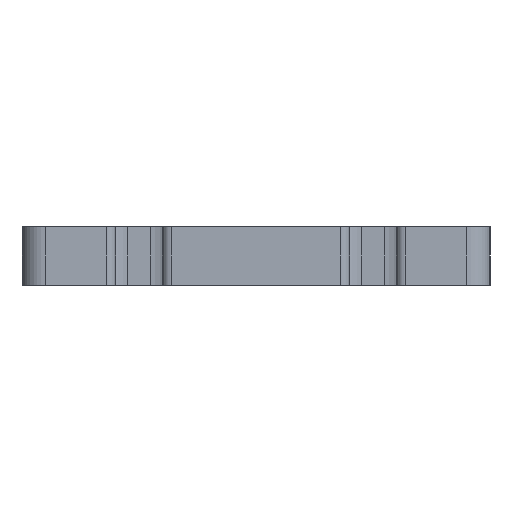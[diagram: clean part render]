
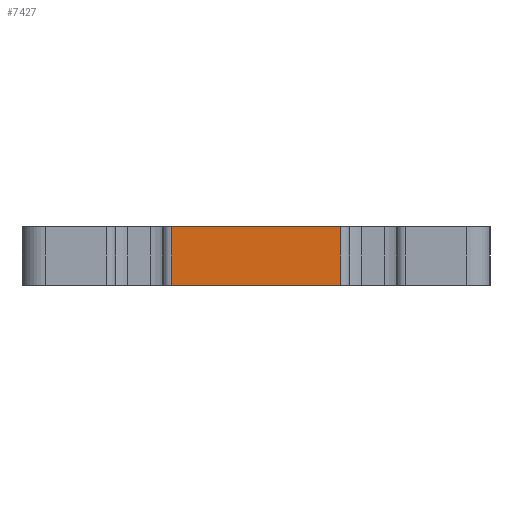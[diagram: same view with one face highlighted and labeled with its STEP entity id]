
A CAD part, left-side view. The second image highlights one B-rep face of the part: STEP entity #7427.
In plain terms, the highlighted planar face has unit normal (-1, 0, 0).
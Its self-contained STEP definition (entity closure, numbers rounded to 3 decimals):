
#875=FACE_OUTER_BOUND('',#1251,.T.);
#1251=EDGE_LOOP('',(#5773,#5774,#5775,#5776));
#1901=LINE('',#12130,#2639);
#1902=LINE('',#12133,#2640);
#1903=LINE('',#12135,#2641);
#1904=LINE('',#12136,#2642);
#2639=VECTOR('',#9879,10.);
#2640=VECTOR('',#9882,10.);
#2641=VECTOR('',#9883,10.);
#2642=VECTOR('',#9884,10.);
#3387=VERTEX_POINT('',#12126);
#3388=VERTEX_POINT('',#12128);
#3389=VERTEX_POINT('',#12132);
#3390=VERTEX_POINT('',#12134);
#4393=EDGE_CURVE('',#3387,#3388,#1901,.T.);
#4394=EDGE_CURVE('',#3387,#3389,#1902,.T.);
#4395=EDGE_CURVE('',#3390,#3388,#1903,.T.);
#4396=EDGE_CURVE('',#3389,#3390,#1904,.T.);
#5773=ORIENTED_EDGE('',*,*,#4394,.F.);
#5774=ORIENTED_EDGE('',*,*,#4393,.T.);
#5775=ORIENTED_EDGE('',*,*,#4395,.F.);
#5776=ORIENTED_EDGE('',*,*,#4396,.F.);
#7109=PLANE('',#8085);
#7427=ADVANCED_FACE('',(#875),#7109,.T.);
#8085=AXIS2_PLACEMENT_3D('',#12131,#9880,#9881);
#9879=DIRECTION('',(0.,0.,1.));
#9880=DIRECTION('center_axis',(-1.,0.,0.));
#9881=DIRECTION('ref_axis',(0.,-1.,0.));
#9882=DIRECTION('',(0.,1.,0.));
#9883=DIRECTION('',(0.,-1.,0.));
#9884=DIRECTION('',(0.,0.,1.));
#12126=CARTESIAN_POINT('',(3228.924,1493.575,0.));
#12128=CARTESIAN_POINT('',(3228.924,1493.575,10.));
#12130=CARTESIAN_POINT('',(3228.924,1493.575,0.));
#12131=CARTESIAN_POINT('Origin',(3228.924,1522.575,0.));
#12132=CARTESIAN_POINT('',(3228.924,1522.575,0.));
#12133=CARTESIAN_POINT('',(3228.924,1493.575,0.));
#12134=CARTESIAN_POINT('',(3228.924,1522.575,10.));
#12135=CARTESIAN_POINT('',(3228.924,1493.575,10.));
#12136=CARTESIAN_POINT('',(3228.924,1522.575,0.));
